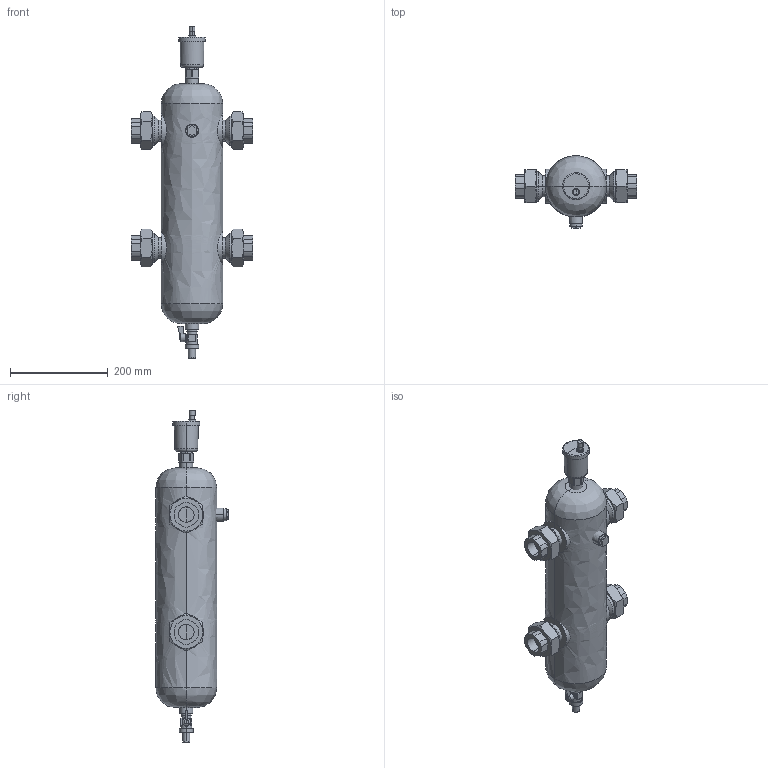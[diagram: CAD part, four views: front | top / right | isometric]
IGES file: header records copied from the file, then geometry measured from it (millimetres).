
Global section: file name: 548007; native system: Autodesk Inventor 2014; preprocessor: unknown; author: ufftec; date: 20170207.155352; units: millimetre
Bounding box: 248 x 148.3 x 679.01 mm (x, y, z)
Volume: 9481678.3 mm3; surface area: 466712.3 mm2
Topology: 15 solids, 15 shells, 405 faces, 906 edges, 544 vertices
Faces by surface type: bspline 405
